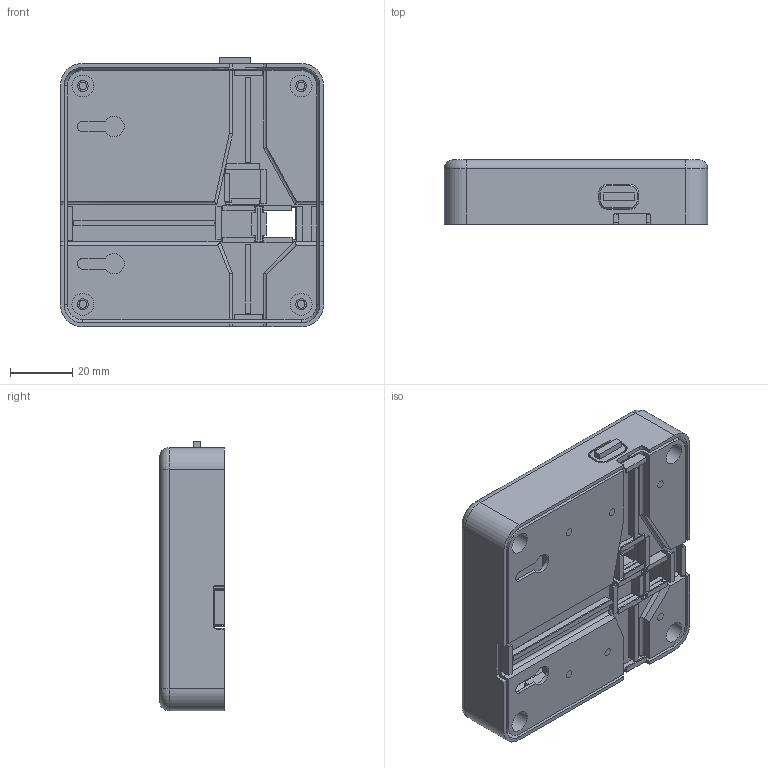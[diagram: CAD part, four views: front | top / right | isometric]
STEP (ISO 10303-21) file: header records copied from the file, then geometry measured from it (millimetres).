
FILE_DESCRIPTION(/* description */ (''),/* implementation_level */ '2;1');
FILE_NAME(/* name */ 'WisBlock Weather Solution v29.step',/* time_stamp */ '2022-02-27T10:15:04+08:00',/* author */ (''),/* organization */ (''),/* preprocessor_version */ 'ST-DEVELOPER v18.1',/* originating_system */ 'Autodesk Translation Framework v10.13.0.1454',/* authorisation */ '');
FILE_SCHEMA (('AUTOMOTIVE_DESIGN { 1 0 10303 214 3 1 1 }'));
Length unit declared in the file: millimetre
Products named in the file (1): WisBlock Weather Solution
Bounding box: 84.4 x 20.7 x 86.4 mm (x, y, z)
Volume: 28696.6 mm3; surface area: 47735.2 mm2
Topology: 20 solids, 20 shells, 476 faces, 1180 edges, 771 vertices
Faces by surface type: plane 353, cylinder 110, bspline 5, torus 4, cone 4
Full cylindrical faces by diameter (mm): 2.5 x10, 3.5 x4, 5 x8, 7 x4, 10 x2
Entity records: 14280 total; most frequent: CARTESIAN_POINT 2548, ORIENTED_EDGE 2394, DIRECTION 2353, EDGE_CURVE 1197, LINE 981, VECTOR 981, VERTEX_POINT 805, AXIS2_PLACEMENT_3D 686
